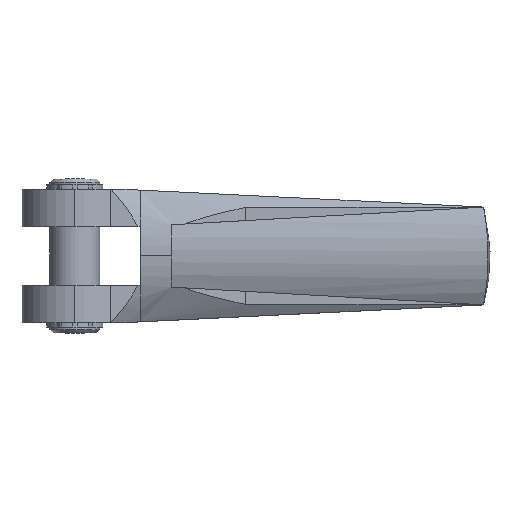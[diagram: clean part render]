
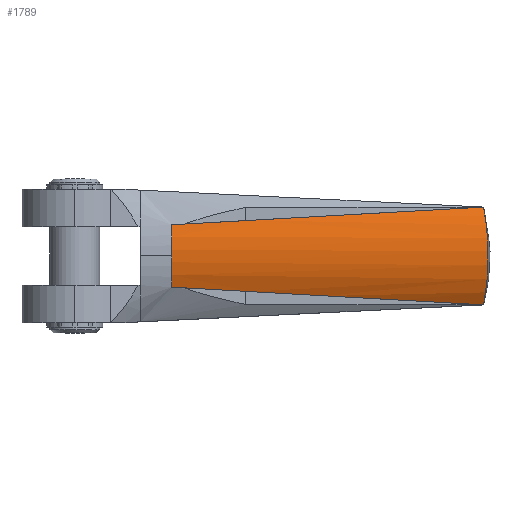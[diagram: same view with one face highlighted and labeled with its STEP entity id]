
A CAD part, top view. The second image highlights one B-rep face of the part: STEP entity #1789.
In plain terms, the highlighted cylindrical face has radius 21.47 mm (diameter 42.94 mm), a partial arc.
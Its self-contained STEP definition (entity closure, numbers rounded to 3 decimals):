
#865=EDGE_CURVE('',#879,#1525,#2179,.T.);
#879=VERTEX_POINT('',#2196);
#887=EDGE_CURVE('',#1525,#1549,#2205,.T.);
#905=EDGE_CURVE('',#1549,#1655,#2223,.T.);
#1011=EDGE_CURVE('',#1027,#1015,#2339,.T.);
#1015=VERTEX_POINT('',#2343);
#1027=VERTEX_POINT('',#2356);
#1491=EDGE_CURVE('',#1015,#879,#2869,.T.);
#1525=VERTEX_POINT('',#2906);
#1549=VERTEX_POINT('',#2933);
#1563=EDGE_CURVE('',#1027,#1655,#2947,.T.);
#1655=VERTEX_POINT('',#3045);
#1789=ADVANCED_FACE('',(#3195),#3196,.T.);
#2179=CIRCLE('',#3674,21.47);
#2196=CARTESIAN_POINT('',(23.292,-7.5,5.397));
#2205=ELLIPSE('',#3702,379.49,21.47);
#2223=LINE('',#3729,#3730);
#2339=LINE('',#3910,#3911);
#2343=CARTESIAN_POINT('',(95.808,-11.609,3.34));
#2356=CARTESIAN_POINT('',(98.205,-11.609,3.34));
#2869=ELLIPSE('',#4710,379.49,21.47);
#2906=CARTESIAN_POINT('',(23.292,7.5,5.398));
#2933=CARTESIAN_POINT('',(95.842,11.611,3.34));
#2947=B_SPLINE_CURVE_WITH_KNOTS('',3,(#4809,#4810,#4811,#4812,#4813,#4814,#4815,#4816,#4817,#4818,#4819,#4820,#4821,#4822,#4823,#4824,#4825,#4826,#4827,#4828),.UNSPECIFIED.,.F.,.F.,(4,2,2,2,2,2,2,2,2,4),(0.168,2.024,4.048,8.096,12.144,14.168,16.192,18.263,20.333,23.872),.UNSPECIFIED.);
#3045=CARTESIAN_POINT('',(98.204,11.611,3.34));
#3195=FACE_OUTER_BOUND('',#5240,.T.);
#3196=CYLINDRICAL_SURFACE('',#5241,21.47);
#3674=AXIS2_PLACEMENT_3D('',#5769,#5770,#5771);
#3702=AXIS2_PLACEMENT_3D('',#5813,#5814,#5815);
#3729=CARTESIAN_POINT('',(99.792,11.611,3.34));
#3730=VECTOR('',#5830,1.0);
#3910=CARTESIAN_POINT('',(99.792,-11.609,3.34));
#3911=VECTOR('',#5968,1.0);
#4710=AXIS2_PLACEMENT_3D('',#6593,#6594,#6595);
#4809=CARTESIAN_POINT('',(98.205,-11.609,3.34));
#4810=CARTESIAN_POINT('',(98.312,-11.095,3.67));
#4811=CARTESIAN_POINT('',(98.414,-10.558,3.985));
#4812=CARTESIAN_POINT('',(98.613,-9.394,4.597));
#4813=CARTESIAN_POINT('',(98.708,-8.764,4.892));
#4814=CARTESIAN_POINT('',(98.963,-6.817,5.687));
#4815=CARTESIAN_POINT('',(99.094,-5.444,6.097));
#4816=CARTESIAN_POINT('',(99.265,-2.642,6.634));
#4817=CARTESIAN_POINT('',(99.306,-1.21,6.762));
#4818=CARTESIAN_POINT('',(99.3,0.906,6.743));
#4819=CARTESIAN_POINT('',(99.286,1.606,6.701));
#4820=CARTESIAN_POINT('',(99.239,2.984,6.553));
#4821=CARTESIAN_POINT('',(99.205,3.662,6.446));
#4822=CARTESIAN_POINT('',(99.118,4.996,6.172));
#4823=CARTESIAN_POINT('',(99.062,5.674,5.999));
#4824=CARTESIAN_POINT('',(98.929,7.022,5.582));
#4825=CARTESIAN_POINT('',(98.851,7.693,5.338));
#4826=CARTESIAN_POINT('',(98.608,9.48,4.583));
#4827=CARTESIAN_POINT('',(98.421,10.576,4.006));
#4828=CARTESIAN_POINT('',(98.204,11.611,3.34));
#5240=EDGE_LOOP('',(#6972,#6973,#6974,#6975,#6976,#6977));
#5241=AXIS2_PLACEMENT_3D('',#6978,#6979,#6980);
#5769=CARTESIAN_POINT('',(23.292,0.001,-14.72));
#5770=DIRECTION('',(-1.0,0.0,0.0));
#5771=DIRECTION('',(0.0,-0.547,0.837));
#5813=CARTESIAN_POINT('',(-109.044,0.001,-14.72));
#5814=DIRECTION('',(-0.057,0.998,0.));
#5815=DIRECTION('',(-0.998,-0.057,0.));
#5830=DIRECTION('',(1.0,0.0,0.0));
#5968=DIRECTION('',(-1.0,0.0,0.0));
#6593=CARTESIAN_POINT('',(-109.078,0.001,-14.72));
#6594=DIRECTION('',(-0.057,-0.998,0.));
#6595=DIRECTION('',(0.998,-0.057,0.));
#6972=ORIENTED_EDGE('',*,*,#1011,.F.);
#6973=ORIENTED_EDGE('',*,*,#1563,.T.);
#6974=ORIENTED_EDGE('',*,*,#905,.F.);
#6975=ORIENTED_EDGE('',*,*,#887,.F.);
#6976=ORIENTED_EDGE('',*,*,#865,.F.);
#6977=ORIENTED_EDGE('',*,*,#1491,.F.);
#6978=CARTESIAN_POINT('',(99.792,0.001,-14.72));
#6979=DIRECTION('',(1.0,-0.0,-0.0));
#6980=DIRECTION('',(0.0,-0.547,0.837));
